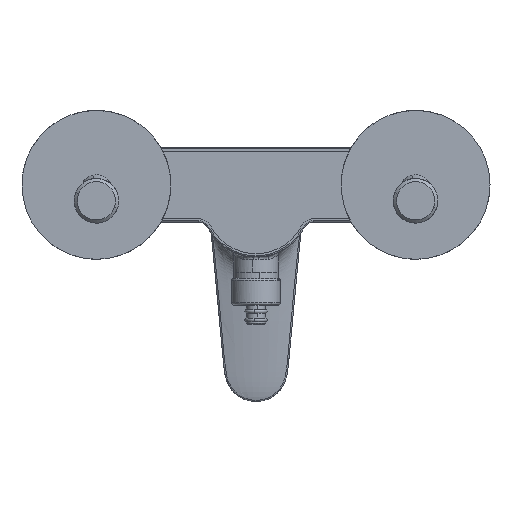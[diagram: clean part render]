
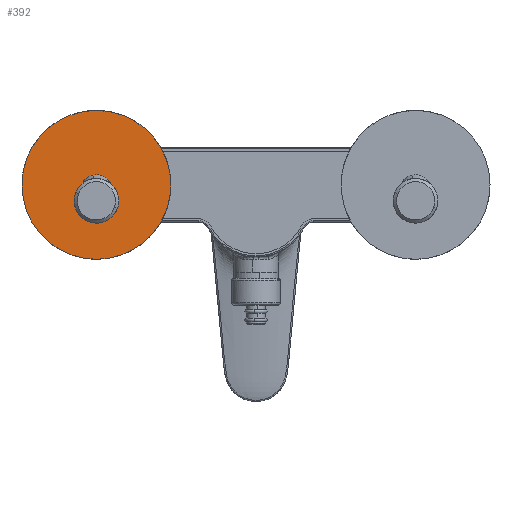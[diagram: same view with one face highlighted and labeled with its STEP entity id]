
A CAD part, left-side view. The second image highlights one B-rep face of the part: STEP entity #392.
In plain terms, the highlighted planar face has unit normal (-1, 0, 0).
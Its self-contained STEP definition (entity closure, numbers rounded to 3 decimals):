
#98=ELLIPSE('',#16644,8.055,7.65);
#99=ELLIPSE('',#16645,8.055,7.65);
#392=ADVANCED_FACE('extract',(#748,#598),#5478,.T.);
#598=FACE_BOUND('',#3238,.T.);
#619=CIRCLE('',#16640,35.);
#620=CIRCLE('',#16642,35.);
#621=CIRCLE('',#16646,5.403);
#748=FACE_OUTER_BOUND('',#3237,.T.);
#993=ORIENTED_EDGE('',*,*,#2050,.T.);
#994=ORIENTED_EDGE('',*,*,#2048,.T.);
#995=ORIENTED_EDGE('',*,*,#2051,.F.);
#996=ORIENTED_EDGE('',*,*,#2052,.F.);
#997=ORIENTED_EDGE('',*,*,#2053,.F.);
#998=ORIENTED_EDGE('',*,*,#2054,.F.);
#999=ORIENTED_EDGE('',*,*,#2055,.F.);
#1000=ORIENTED_EDGE('',*,*,#2056,.F.);
#1001=ORIENTED_EDGE('',*,*,#2057,.F.);
#2048=EDGE_CURVE('20',#2896,#2895,#619,.T.);
#2050=EDGE_CURVE('22',#2895,#2896,#620,.T.);
#2051=EDGE_CURVE('23',#2897,#2898,#98,.T.);
#2052=EDGE_CURVE('24',#2899,#2897,#99,.T.);
#2053=EDGE_CURVE('25',#2900,#2899,#2579,.T.);
#2054=EDGE_CURVE('26',#2901,#2900,#2580,.T.);
#2055=EDGE_CURVE('27',#2902,#2901,#621,.T.);
#2056=EDGE_CURVE('28',#2903,#2902,#2581,.T.);
#2057=EDGE_CURVE('29',#2898,#2903,#2582,.T.);
#2579=B_SPLINE_CURVE_WITH_KNOTS('',3,(#5743,#5744,#5745,#5741),.UNSPECIFIED.,.F.,.U.,(4,4),(0.,1.),.UNSPECIFIED.);
#2580=B_SPLINE_CURVE_WITH_KNOTS('',3,(#5746,#5747,#5748,#5749,#5750,#5751,#5752,#5753,#5754,#5755,#5756,#5743),.UNSPECIFIED.,.F.,.U.,(4,2,2,2,2,4),(0.,0.125,0.25,0.5,0.75,1.),.UNSPECIFIED.);
#2581=B_SPLINE_CURVE_WITH_KNOTS('',3,(#5759,#5760,#5761,#5762,#5763,#5764,#5765,#5766,#5767,#5768,#5769,#5770,#5771,#5757),.UNSPECIFIED.,.F.,.U.,(4,2,2,2,2,2,4),(0.,0.25,0.375,0.5,0.75,0.875,1.),.UNSPECIFIED.);
#2582=B_SPLINE_CURVE_WITH_KNOTS('',3,(#5739,#5772,#5773,#5759),.UNSPECIFIED.,.F.,.U.,(4,4),(0.,1.),.UNSPECIFIED.);
#2895=VERTEX_POINT('13',#5734);
#2896=VERTEX_POINT('14',#5735);
#2897=VERTEX_POINT('15',#5738);
#2898=VERTEX_POINT('16',#5739);
#2899=VERTEX_POINT('17',#5741);
#2900=VERTEX_POINT('18',#5743);
#2901=VERTEX_POINT('19',#5746);
#2902=VERTEX_POINT('20',#5757);
#2903=VERTEX_POINT('21',#5759);
#3237=EDGE_LOOP('',(#993,#994));
#3238=EDGE_LOOP('',(#995,#996,#997,#998,#999,#1000,#1001));
#5478=PLANE('',#16643);
#5734=CARTESIAN_POINT('',(-70.5,109.468,2.422));
#5735=CARTESIAN_POINT('',(-70.5,40.532,14.578));
#5736=CARTESIAN_POINT('',(-70.5,75.,8.5));
#5737=CARTESIAN_POINT('',(-70.5,28.506,-40.833));
#5738=CARTESIAN_POINT('',(-70.5,76.328,13.128));
#5739=CARTESIAN_POINT('',(-70.5,82.603,6.088));
#5740=CARTESIAN_POINT('',(-70.5,75.,5.195));
#5741=CARTESIAN_POINT('',(-70.5,67.397,6.088));
#5742=CARTESIAN_POINT('',(-70.5,75.,5.195));
#5743=CARTESIAN_POINT('',(-70.5,67.347,5.299));
#5744=CARTESIAN_POINT('',(-70.5,67.352,5.563));
#5745=CARTESIAN_POINT('',(-70.5,67.369,5.826));
#5746=CARTESIAN_POINT('',(-70.5,71.051,-2.687));
#5747=CARTESIAN_POINT('',(-70.5,70.792,-2.411));
#5748=CARTESIAN_POINT('',(-70.5,70.527,-2.138));
#5749=CARTESIAN_POINT('',(-70.5,70.019,-1.574));
#5750=CARTESIAN_POINT('',(-70.5,69.772,-1.283));
#5751=CARTESIAN_POINT('',(-70.5,69.079,-0.385));
#5752=CARTESIAN_POINT('',(-70.5,68.675,0.248));
#5753=CARTESIAN_POINT('',(-70.5,68.011,1.598));
#5754=CARTESIAN_POINT('',(-70.5,67.749,2.323));
#5755=CARTESIAN_POINT('',(-70.5,67.413,3.789));
#5756=CARTESIAN_POINT('',(-70.5,67.331,4.536));
#5757=CARTESIAN_POINT('',(-70.5,78.949,-2.687));
#5758=CARTESIAN_POINT('',(-70.5,75.,1.));
#5759=CARTESIAN_POINT('',(-70.5,82.653,5.299));
#5760=CARTESIAN_POINT('',(-70.5,82.668,4.538));
#5761=CARTESIAN_POINT('',(-70.5,82.587,3.791));
#5762=CARTESIAN_POINT('',(-70.5,82.335,2.69));
#5763=CARTESIAN_POINT('',(-70.5,82.228,2.324));
#5764=CARTESIAN_POINT('',(-70.5,81.972,1.61));
#5765=CARTESIAN_POINT('',(-70.5,81.825,1.264));
#5766=CARTESIAN_POINT('',(-70.5,81.327,0.251));
#5767=CARTESIAN_POINT('',(-70.5,80.917,-0.391));
#5768=CARTESIAN_POINT('',(-70.5,80.222,-1.29));
#5769=CARTESIAN_POINT('',(-70.5,79.978,-1.578));
#5770=CARTESIAN_POINT('',(-70.5,79.471,-2.14));
#5771=CARTESIAN_POINT('',(-70.5,79.207,-2.412));
#5772=CARTESIAN_POINT('',(-70.5,82.631,5.826));
#5773=CARTESIAN_POINT('',(-70.5,82.648,5.563));
#16640=AXIS2_PLACEMENT_3D('',#5736,#16900,#16911);
#16642=AXIS2_PLACEMENT_3D('',#5736,#16900,#16914);
#16643=AXIS2_PLACEMENT_3D('',#5737,#16900,#16896);
#16644=AXIS2_PLACEMENT_3D('',#5740,#16900,#16915);
#16645=AXIS2_PLACEMENT_3D('',#5742,#16900,#16916);
#16646=AXIS2_PLACEMENT_3D('',#5758,#16900,#16917);
#16896=DIRECTION('',(0.,0.,1.));
#16900=DIRECTION('',(-1.,0.,0.));
#16911=DIRECTION('',(0.,-0.985,0.174));
#16914=DIRECTION('',(0.,0.985,-0.174));
#16915=DIRECTION('',(0.,0.,1.));
#16916=DIRECTION('',(0.,0.,-1.));
#16917=DIRECTION('',(0.,0.731,-0.683));
